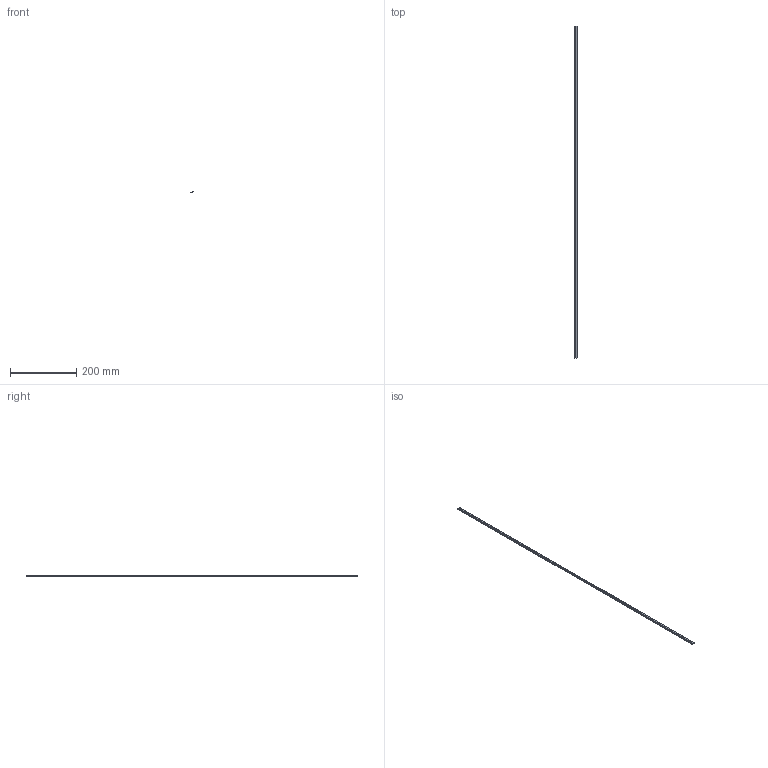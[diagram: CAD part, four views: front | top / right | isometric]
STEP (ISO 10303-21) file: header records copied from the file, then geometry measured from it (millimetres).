
FILE_DESCRIPTION(/* description */ ('Unknown'),/* implementation_level */ '2;1');
FILE_NAME(/* name */ '3800802799',/* time_stamp */ '2024-09-05T10:40:49+08:00',/* author */ ('Unknown'),/* organization */ ('Unknown'),/* preprocessor_version */ 'ST-DEVELOPER v19.4',/* originating_system */ 'Solid Edge',/* authorisation */ 'Unknown');
FILE_SCHEMA (('AUTOMOTIVE_DESIGN {1 0 10303 214 3 1 1}'));
Length unit declared in the file: millimetre
Products named in the file (5): 3800802799; Nicu-woven; Foam; Glue; Release Tape
Assembly tree (4 placements, depth 2):
  3800802799
    Nicu-woven
    Foam
    Glue
    Release Tape
Bounding box: 7.99 x 1000 x 2.68 mm (x, y, z)
Volume: 10600.6 mm3; surface area: 65921.5 mm2
Topology: 4 solids, 4 shells, 37 faces, 87 edges, 58 vertices
Faces by surface type: plane 34, cylinder 3
Entity records: 1180 total; most frequent: CARTESIAN_POINT 187, DIRECTION 177, ORIENTED_EDGE 174, EDGE_CURVE 87, LINE 81, VECTOR 81, VERTEX_POINT 58, AXIS2_PLACEMENT_3D 48
